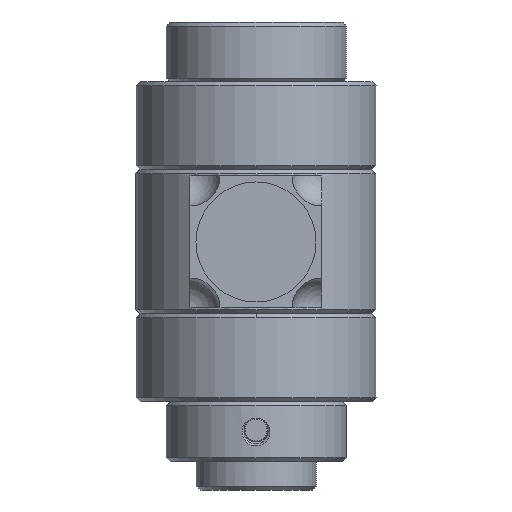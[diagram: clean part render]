
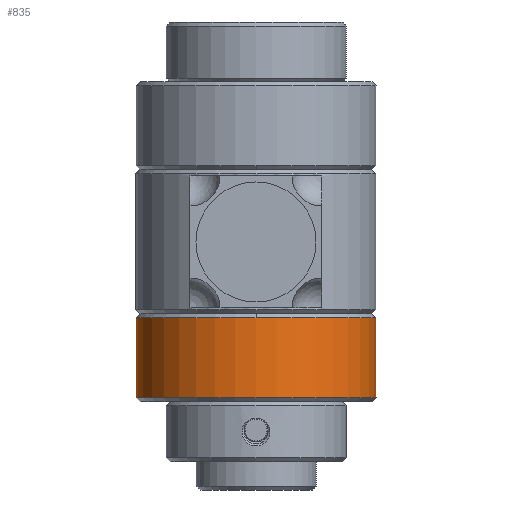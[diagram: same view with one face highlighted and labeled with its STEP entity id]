
A CAD part, front view. The second image highlights one B-rep face of the part: STEP entity #835.
In plain terms, the highlighted cylindrical face has radius 30 mm (diameter 60 mm), a full revolution.
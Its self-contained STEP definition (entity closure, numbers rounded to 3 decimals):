
#216 = VERTEX_POINT('',#217);
#217 = CARTESIAN_POINT('',(-19.254,23.006,-19.));
#224 = EDGE_CURVE('',#216,#225,#227,.T.);
#225 = VERTEX_POINT('',#226);
#226 = CARTESIAN_POINT('',(-19.254,23.006,-36.));
#227 = LINE('',#228,#229);
#228 = CARTESIAN_POINT('',(-19.254,23.006,-18.));
#229 = VECTOR('',#230,1.);
#230 = DIRECTION('',(-0.,-0.,-1.));
#280 = EDGE_CURVE('',#281,#225,#283,.T.);
#281 = VERTEX_POINT('',#282);
#282 = CARTESIAN_POINT('',(-18.,24.,-36.));
#283 = CIRCLE('',#284,30.);
#284 = AXIS2_PLACEMENT_3D('',#285,#286,#287);
#285 = CARTESIAN_POINT('',(0.,0.,-36.));
#286 = DIRECTION('',(0.,-0.,1.));
#287 = DIRECTION('',(0.,1.,0.));
#289 = EDGE_CURVE('',#281,#290,#292,.T.);
#290 = VERTEX_POINT('',#291);
#291 = CARTESIAN_POINT('',(18.,24.,-36.));
#292 = CIRCLE('',#293,30.);
#293 = AXIS2_PLACEMENT_3D('',#294,#295,#296);
#294 = CARTESIAN_POINT('',(0.,0.,-36.));
#295 = DIRECTION('',(-0.,0.,-1.));
#296 = DIRECTION('',(0.,-1.,0.));
#298 = EDGE_CURVE('',#290,#299,#301,.T.);
#299 = VERTEX_POINT('',#300);
#300 = CARTESIAN_POINT('',(19.254,23.006,-36.));
#301 = CIRCLE('',#302,30.);
#302 = AXIS2_PLACEMENT_3D('',#303,#304,#305);
#303 = CARTESIAN_POINT('',(0.,0.,-36.));
#304 = DIRECTION('',(0.,0.,-1.));
#305 = DIRECTION('',(0.,1.,0.));
#835 = ADVANCED_FACE('',(#836),#882,.T.);
#836 = FACE_BOUND('',#837,.F.);
#837 = EDGE_LOOP('',(#838,#839,#848,#856,#863,#864,#873,#879,#880,#881)
  );
#838 = ORIENTED_EDGE('',*,*,#224,.F.);
#839 = ORIENTED_EDGE('',*,*,#840,.F.);
#840 = EDGE_CURVE('',#841,#216,#843,.T.);
#841 = VERTEX_POINT('',#842);
#842 = CARTESIAN_POINT('',(0.,-30.,-19.));
#843 = CIRCLE('',#844,30.);
#844 = AXIS2_PLACEMENT_3D('',#845,#846,#847);
#845 = CARTESIAN_POINT('',(0.,0.,-19.));
#846 = DIRECTION('',(0.,0.,-1.));
#847 = DIRECTION('',(0.,-1.,-0.));
#848 = ORIENTED_EDGE('',*,*,#849,.F.);
#849 = EDGE_CURVE('',#850,#841,#852,.T.);
#850 = VERTEX_POINT('',#851);
#851 = CARTESIAN_POINT('',(0.,-30.,-39.));
#852 = LINE('',#853,#854);
#853 = CARTESIAN_POINT('',(0.,-30.,-40.));
#854 = VECTOR('',#855,1.);
#855 = DIRECTION('',(0.,0.,1.));
#856 = ORIENTED_EDGE('',*,*,#857,.F.);
#857 = EDGE_CURVE('',#850,#850,#858,.T.);
#858 = CIRCLE('',#859,30.);
#859 = AXIS2_PLACEMENT_3D('',#860,#861,#862);
#860 = CARTESIAN_POINT('',(0.,0.,-39.));
#861 = DIRECTION('',(0.,0.,1.));
#862 = DIRECTION('',(0.,-1.,0.));
#863 = ORIENTED_EDGE('',*,*,#849,.T.);
#864 = ORIENTED_EDGE('',*,*,#865,.F.);
#865 = EDGE_CURVE('',#866,#841,#868,.T.);
#866 = VERTEX_POINT('',#867);
#867 = CARTESIAN_POINT('',(19.254,23.006,-19.));
#868 = CIRCLE('',#869,30.);
#869 = AXIS2_PLACEMENT_3D('',#870,#871,#872);
#870 = CARTESIAN_POINT('',(0.,0.,-19.));
#871 = DIRECTION('',(0.,0.,-1.));
#872 = DIRECTION('',(0.642,0.767,0.));
#873 = ORIENTED_EDGE('',*,*,#874,.T.);
#874 = EDGE_CURVE('',#866,#299,#875,.T.);
#875 = LINE('',#876,#877);
#876 = CARTESIAN_POINT('',(19.254,23.006,-18.));
#877 = VECTOR('',#878,1.);
#878 = DIRECTION('',(-0.,-0.,-1.));
#879 = ORIENTED_EDGE('',*,*,#298,.F.);
#880 = ORIENTED_EDGE('',*,*,#289,.F.);
#881 = ORIENTED_EDGE('',*,*,#280,.T.);
#882 = CYLINDRICAL_SURFACE('',#883,30.);
#883 = AXIS2_PLACEMENT_3D('',#884,#885,#886);
#884 = CARTESIAN_POINT('',(0.,0.,-40.));
#885 = DIRECTION('',(-0.,-0.,-1.));
#886 = DIRECTION('',(0.,-1.,0.));
